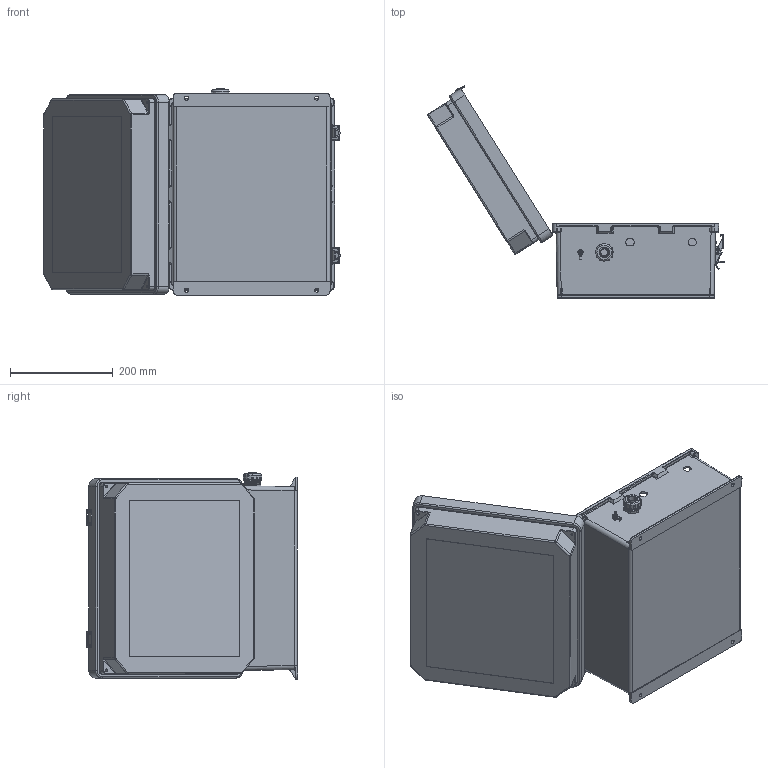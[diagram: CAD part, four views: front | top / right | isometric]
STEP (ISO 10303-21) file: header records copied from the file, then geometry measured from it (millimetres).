
FILE_DESCRIPTION (( 'STEP AP214' ), '1' );
FILE_NAME ('NBW141207-000DR.STEP', '2013-05-31T21:09:55', ( '' ), ( '' ), 'SwSTEP 2.0', 'SolidWorks 2012', '' );
FILE_SCHEMA (( 'AUTOMOTIVE_DESIGN' ));
Length unit declared in the file: inch
Products named in the file (17): NBW141207_ClearDoorInsert; GroundWire-14-DIN; XF1005-01; 10-32 NEMA PLATE SCREW; XCT-0011; XCT-0010; XFW-0002; XFN-0003; XCT-0005; XFS-0026; XC-0003; NB141207-DoorClasp-2; NB141207-DoorClasp-1; NBW141207-Lid-2; NB141207-Hinge; NB141207-Box; NBW141207-000DR
Assembly tree (24 placements, depth 2):
  NBW141207-000DR
    NB141207-Box
    NB141207-Hinge  x2
    NBW141207-Lid-2
    NB141207-DoorClasp-1  x2
    NB141207-DoorClasp-2  x2
    XC-0003
    XFS-0026
    XCT-0005
    XFN-0003  x2
    XFW-0002
    XCT-0010
    XCT-0011
    10-32 NEMA PLATE SCREW  x4
    XF1005-01  x2
    GroundWire-14-DIN
    NBW141207_ClearDoorInsert
Bounding box: 578.07 x 413.05 x 402.37 mm (x, y, z)
Volume: 2295440.9 mm3; surface area: 1262736.7 mm2
Topology: 30 solids, 31 shells, 3055 faces, 7589 edges, 4601 vertices
Faces by surface type: cylinder 988, plane 853, cone 737, torus 317, bspline 152, sphere 8
Entity records: 81732 total; most frequent: CARTESIAN_POINT 19371, DIRECTION 11645, ORIENTED_EDGE 11266, EDGE_CURVE 5633, AXIS2_PLACEMENT_3D 4496, VERTEX_POINT 3420, LINE 2653, VECTOR 2653
